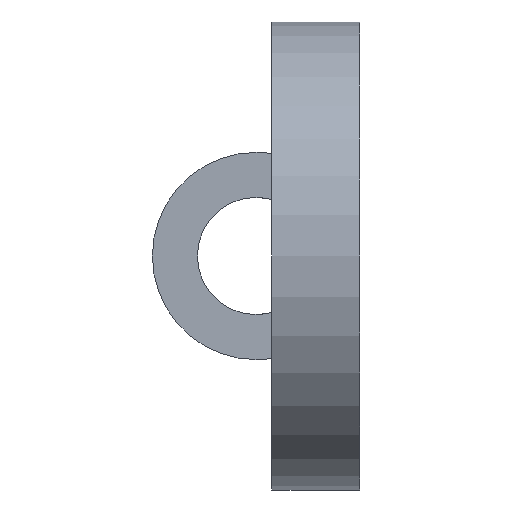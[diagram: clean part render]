
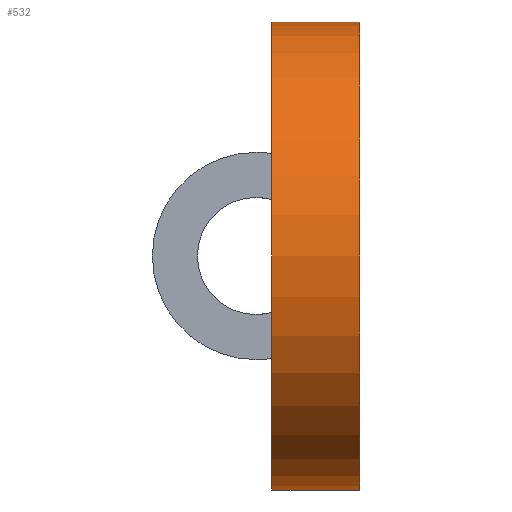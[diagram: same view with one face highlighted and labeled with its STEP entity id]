
A CAD part, left-side view. The second image highlights one B-rep face of the part: STEP entity #532.
In plain terms, the highlighted cylindrical face has radius 4 mm (diameter 8 mm), a partial arc.
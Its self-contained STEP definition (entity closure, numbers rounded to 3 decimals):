
#2 = DIRECTION ( 'NONE',  ( 0., -1., 0. ) ) ;
#10 = EDGE_LOOP ( 'NONE', ( #471, #688, #63, #438 ) ) ;
#19 = CARTESIAN_POINT ( 'NONE',  ( 0., 0., -4. ) ) ;
#21 = LINE ( 'NONE', #410, #690 ) ;
#53 = EDGE_CURVE ( 'NONE', #258, #334, #21, .T. ) ;
#63 = ORIENTED_EDGE ( 'NONE', *, *, #53, .T. ) ;
#119 = CARTESIAN_POINT ( 'NONE',  ( 0., 1.5, 4. ) ) ;
#163 = CARTESIAN_POINT ( 'NONE',  ( 0., 1.5, 0. ) ) ;
#174 = CYLINDRICAL_SURFACE ( 'NONE', #589, 4. ) ;
#217 = DIRECTION ( 'NONE',  ( 0., 1., 0. ) ) ;
#219 = VERTEX_POINT ( 'NONE', #343 ) ;
#238 = VERTEX_POINT ( 'NONE', #571 ) ;
#241 = CARTESIAN_POINT ( 'NONE',  ( 0., 1.5, -4. ) ) ;
#244 = AXIS2_PLACEMENT_3D ( 'NONE', #556, #217, #379 ) ;
#258 = VERTEX_POINT ( 'NONE', #241 ) ;
#304 = EDGE_CURVE ( 'NONE', #238, #219, #651, .T. ) ;
#334 = VERTEX_POINT ( 'NONE', #19 ) ;
#337 = DIRECTION ( 'NONE',  ( 0., 1., 0. ) ) ;
#343 = CARTESIAN_POINT ( 'NONE',  ( 0., 0., 4. ) ) ;
#379 = DIRECTION ( 'NONE',  ( 0., 0., 1. ) ) ;
#383 = EDGE_CURVE ( 'NONE', #258, #238, #643, .T. ) ;
#386 = DIRECTION ( 'NONE',  ( 0., 0., 1. ) ) ;
#410 = CARTESIAN_POINT ( 'NONE',  ( 0., 1.5, -4. ) ) ;
#432 = FACE_OUTER_BOUND ( 'NONE', #10, .T. ) ;
#438 = ORIENTED_EDGE ( 'NONE', *, *, #514, .T. ) ;
#471 = ORIENTED_EDGE ( 'NONE', *, *, #304, .F. ) ;
#474 = AXIS2_PLACEMENT_3D ( 'NONE', #675, #337, #386 ) ;
#497 = VECTOR ( 'NONE', #524, 1000. ) ;
#514 = EDGE_CURVE ( 'NONE', #334, #219, #591, .T. ) ;
#524 = DIRECTION ( 'NONE',  ( 0., -1., 0. ) ) ;
#532 = ADVANCED_FACE ( 'NONE', ( #432 ), #174, .T. ) ;
#556 = CARTESIAN_POINT ( 'NONE',  ( 0., 1.5, 0. ) ) ;
#564 = DIRECTION ( 'NONE',  ( 0., 0., -1. ) ) ;
#571 = CARTESIAN_POINT ( 'NONE',  ( 0., 1.5, 4. ) ) ;
#589 = AXIS2_PLACEMENT_3D ( 'NONE', #163, #2, #564 ) ;
#591 = CIRCLE ( 'NONE', #474, 4. ) ;
#625 = DIRECTION ( 'NONE',  ( 0., -1., 0. ) ) ;
#643 = CIRCLE ( 'NONE', #244, 4. ) ;
#651 = LINE ( 'NONE', #119, #497 ) ;
#675 = CARTESIAN_POINT ( 'NONE',  ( 0., 0., 0. ) ) ;
#688 = ORIENTED_EDGE ( 'NONE', *, *, #383, .F. ) ;
#690 = VECTOR ( 'NONE', #625, 1000. ) ;
